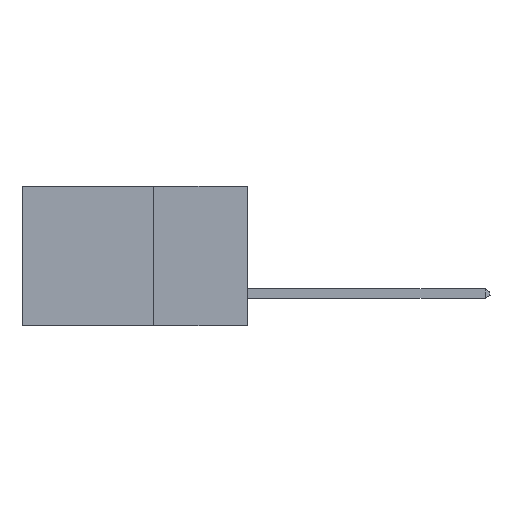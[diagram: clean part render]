
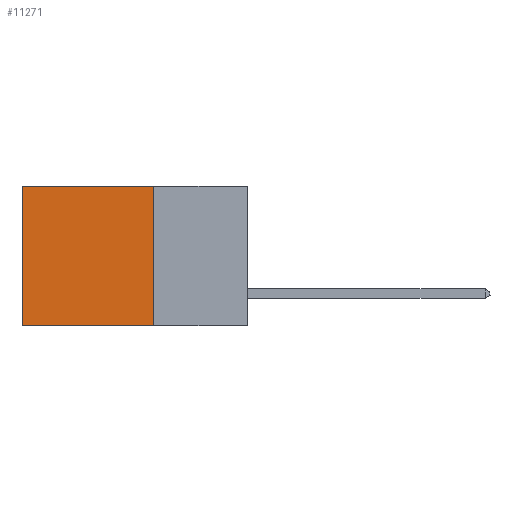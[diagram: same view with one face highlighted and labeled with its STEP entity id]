
A CAD part, left-side view. The second image highlights one B-rep face of the part: STEP entity #11271.
In plain terms, the highlighted planar face has unit normal (-1, 0, 0).
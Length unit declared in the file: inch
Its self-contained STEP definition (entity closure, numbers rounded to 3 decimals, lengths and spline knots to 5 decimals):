
#405 = CARTESIAN_POINT ( 'NONE',  ( 0.298, 0.25, 0. ) ) ;
#1519 = VERTEX_POINT ( 'NONE', #21002 ) ;
#1955 = LINE ( 'NONE', #11272, #2291 ) ;
#2291 = VECTOR ( 'NONE', #2581, 39.37008 ) ;
#2581 = DIRECTION ( 'NONE',  ( 0., 0., -1. ) ) ;
#3230 = AXIS2_PLACEMENT_3D ( 'NONE', #405, #17491, #11194 ) ;
#4765 = PLANE ( 'NONE',  #3230 ) ;
#5450 = VERTEX_POINT ( 'NONE', #25451 ) ;
#5570 = CARTESIAN_POINT ( 'NONE',  ( 0.298, 0.6, 0. ) ) ;
#6009 = DIRECTION ( 'NONE',  ( 0., 0., -1. ) ) ;
#6830 = DIRECTION ( 'NONE',  ( 0., 1., 0. ) ) ;
#7211 = EDGE_CURVE ( 'NONE', #5450, #16548, #22718, .T. ) ;
#9016 = EDGE_CURVE ( 'NONE', #24008, #5450, #20032, .T. ) ;
#11194 = DIRECTION ( 'NONE',  ( 0., 0., -1. ) ) ;
#11271 = ADVANCED_FACE ( 'NONE', ( #19047 ), #4765, .F. ) ;
#11272 = CARTESIAN_POINT ( 'NONE',  ( 0.298, 0.25, 0. ) ) ;
#14403 = CARTESIAN_POINT ( 'NONE',  ( 0.298, 0.25, 0. ) ) ;
#15032 = ORIENTED_EDGE ( 'NONE', *, *, #9016, .T. ) ;
#16548 = VERTEX_POINT ( 'NONE', #23688 ) ;
#17208 = ORIENTED_EDGE ( 'NONE', *, *, #18824, .F. ) ;
#17236 = DIRECTION ( 'NONE',  ( 0., 1., 0. ) ) ;
#17254 = ORIENTED_EDGE ( 'NONE', *, *, #7211, .T. ) ;
#17474 = VECTOR ( 'NONE', #17236, 39.37008 ) ;
#17491 = DIRECTION ( 'NONE',  ( 1., 0., 0. ) ) ;
#18824 = EDGE_CURVE ( 'NONE', #1519, #16548, #22452, .T. ) ;
#19003 = VECTOR ( 'NONE', #6830, 39.37008 ) ;
#19047 = FACE_OUTER_BOUND ( 'NONE', #24711, .T. ) ;
#19636 = ORIENTED_EDGE ( 'NONE', *, *, #23635, .F. ) ;
#20032 = LINE ( 'NONE', #23981, #19003 ) ;
#21002 = CARTESIAN_POINT ( 'NONE',  ( 0.298, 0.25, -0.37 ) ) ;
#22452 = LINE ( 'NONE', #23697, #17474 ) ;
#22718 = LINE ( 'NONE', #5570, #26390 ) ;
#23635 = EDGE_CURVE ( 'NONE', #24008, #1519, #1955, .T. ) ;
#23688 = CARTESIAN_POINT ( 'NONE',  ( 0.298, 0.6, -0.37 ) ) ;
#23697 = CARTESIAN_POINT ( 'NONE',  ( 0.298, 0.25, -0.37 ) ) ;
#23981 = CARTESIAN_POINT ( 'NONE',  ( 0.298, 0.25, 0. ) ) ;
#24008 = VERTEX_POINT ( 'NONE', #14403 ) ;
#24711 = EDGE_LOOP ( 'NONE', ( #17254, #17208, #19636, #15032 ) ) ;
#25451 = CARTESIAN_POINT ( 'NONE',  ( 0.298, 0.6, 0. ) ) ;
#26390 = VECTOR ( 'NONE', #6009, 39.37008 ) ;
